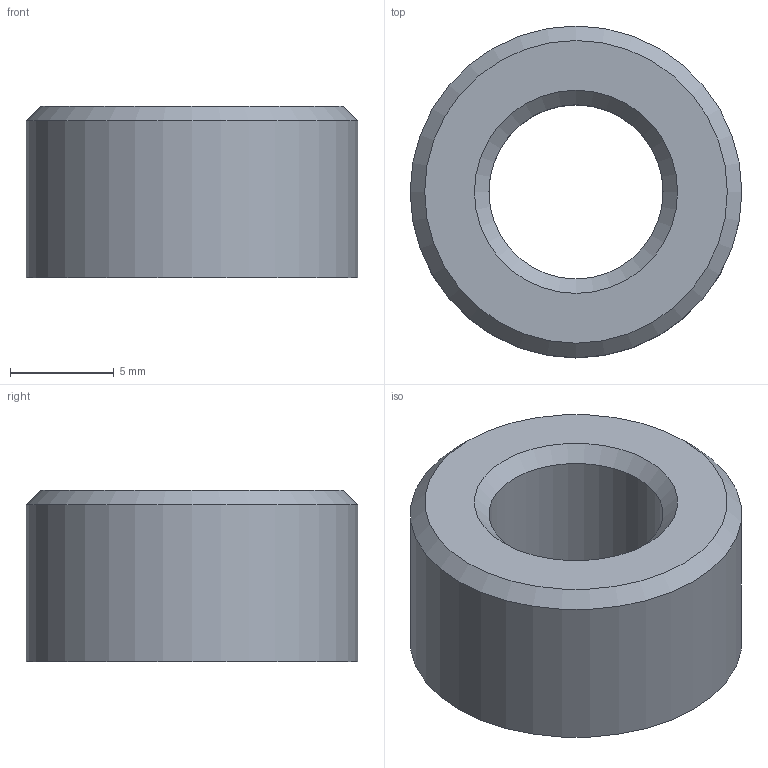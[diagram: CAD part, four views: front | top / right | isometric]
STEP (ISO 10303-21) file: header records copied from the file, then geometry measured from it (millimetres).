
FILE_DESCRIPTION(/* description */ ('Alibre Inc.'),/* implementation_level */ '2;1');
FILE_NAME(/* name */ 'export0',/* time_stamp */ '2015-07-05T23:16:43+12:00',/* author */ (''),/* organization */ (''),/* preprocessor_version */ 'ST-DEVELOPER v14',/* originating_system */ 'Alibre',/* authorisation */ '');
FILE_SCHEMA (('CONFIG_CONTROL_DESIGN'));
Length unit declared in the file: centimetre
Products named in the file (1): ID_1
Bounding box: 16 x 16 x 8.25 mm (x, y, z)
Volume: 1176 mm3; surface area: 882.1 mm2
Topology: 1 solids, 1 shells, 7 faces, 12 edges, 7 vertices
Faces by surface type: cone 3, cylinder 2, plane 2
Full cylindrical faces by diameter (mm): 8.4 x1, 16 x1
Entity records: 231 total; most frequent: DIRECTION 26, CARTESIAN_POINT 21, ORIENTED_EDGE 14, EDGE_LOOP 14, FACE_BOUND 14, AXIS2_PLACEMENT_3D 14, ORGANIZATION 8, PERSON 8
